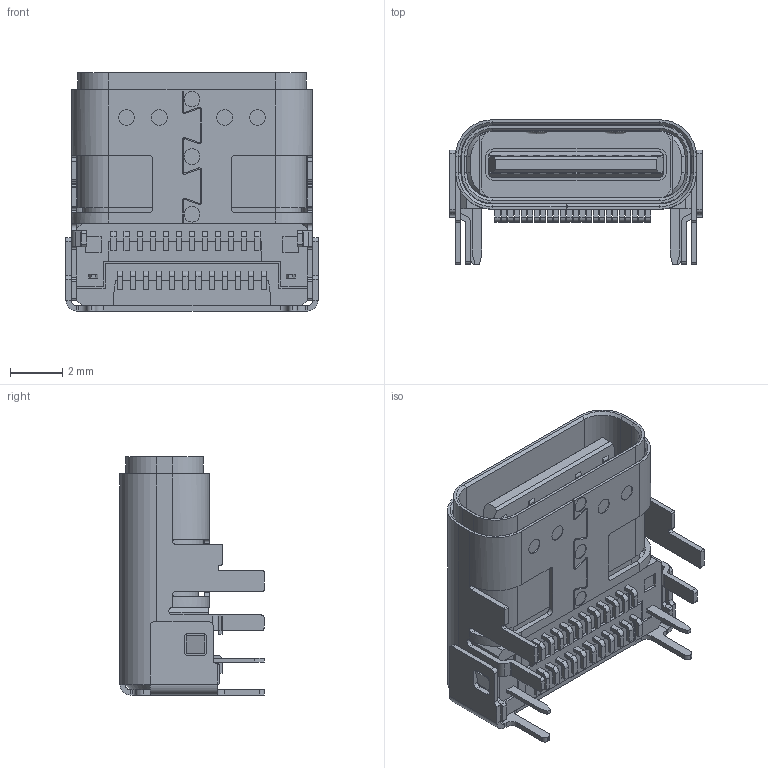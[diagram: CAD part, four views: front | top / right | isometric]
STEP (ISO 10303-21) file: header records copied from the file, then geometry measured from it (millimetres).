
FILE_DESCRIPTION (( 'STEP AP214' ), '1' );
FILE_NAME ('USB-C31-S-RA-CS2-SMT-BK-T(slash)R.STEP', '2020-04-15T16:35:30', ( '' ), ( '' ), 'SwSTEP 2.0', 'SolidWorks 2017', '' );
FILE_SCHEMA (( 'AUTOMOTIVE_DESIGN' ));
Length unit declared in the file: millimetre
Products named in the file (1): USB-C31-S-RA-CS2-SMT-BK-T(slash)R
Bounding box: 9.64 x 5.51 x 9.1 mm (x, y, z)
Volume: 188.1 mm3; surface area: 964.3 mm2
Topology: 54 solids, 54 shells, 902 faces, 2210 edges, 1431 vertices
Faces by surface type: plane 621, cylinder 252, cone 25, torus 4
Entity records: 26999 total; most frequent: CARTESIAN_POINT 4733, DIRECTION 4522, ORIENTED_EDGE 4420, EDGE_CURVE 2210, VECTOR 1648, LINE 1648, AXIS2_PLACEMENT_3D 1437, VERTEX_POINT 1431
